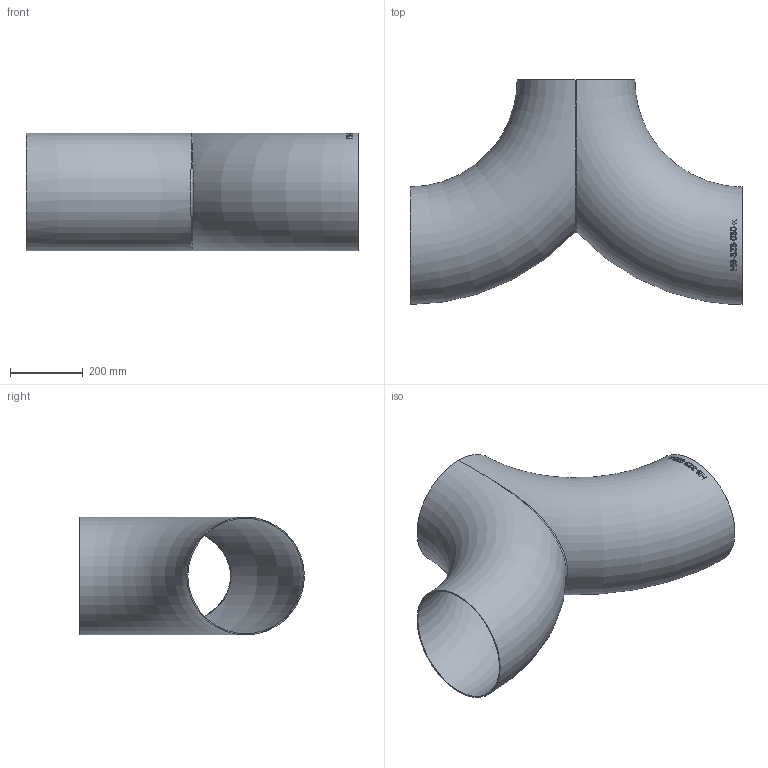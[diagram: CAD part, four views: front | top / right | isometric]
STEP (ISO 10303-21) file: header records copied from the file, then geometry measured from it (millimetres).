
FILE_DESCRIPTION (( 'STEP AP214' ), '1' );
FILE_NAME ('HB-323-030-x Hosenbogen 1909.STEP', '2019-09-17T15:08:47', ( '' ), ( '' ), 'SwSTEP 2.0', 'SolidWorks 2016', '' );
FILE_SCHEMA (( 'AUTOMOTIVE_DESIGN' ));
Length unit declared in the file: millimetre
Products named in the file (1): HB-323-030-x Hosenbogen 1909
Bounding box: 914 x 618.95 x 323.94 mm (x, y, z)
Volume: 3328019 mm3; surface area: 2231612.4 mm2
Topology: 1 solids, 1 shells, 163 faces, 436 edges, 286 vertices
Faces by surface type: plane 75, bspline 68, torus 20
Entity records: 13110 total; most frequent: CARTESIAN_POINT 8117, ORIENTED_EDGE 852, EDGE_CURVE 426, DIRECTION 346, VERTEX_POINT 284, B_SPLINE_CURVE_WITH_KNOTS 280, EDGE_LOOP 186, FACE_OUTER_BOUND 167
